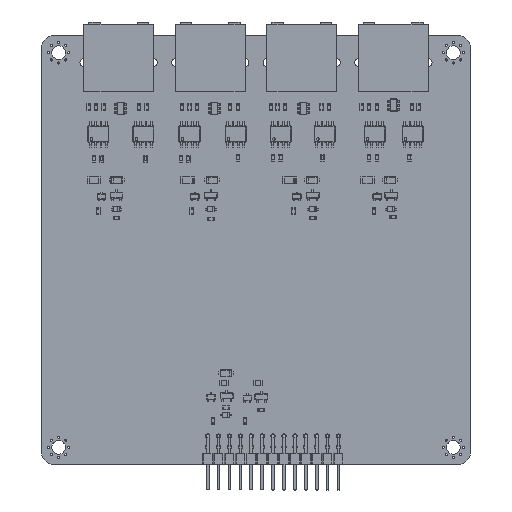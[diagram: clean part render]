
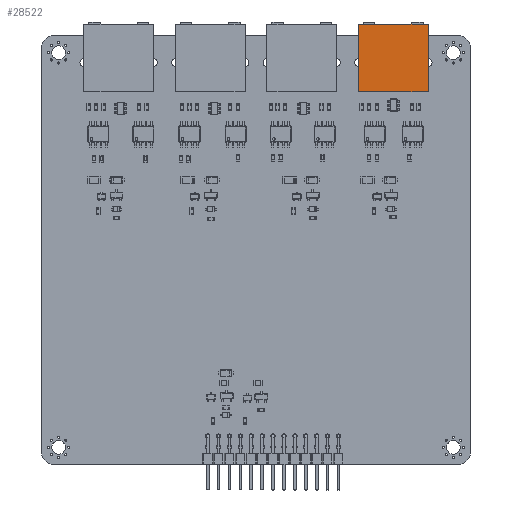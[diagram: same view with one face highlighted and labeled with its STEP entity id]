
A CAD part, top view. The second image highlights one B-rep face of the part: STEP entity #28522.
In plain terms, the highlighted face is planar.
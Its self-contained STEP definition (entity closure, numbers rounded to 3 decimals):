
#28004 = EDGE_CURVE('',#28005,#28007,#28009,.T.);
#28005 = VERTEX_POINT('',#28006);
#28006 = CARTESIAN_POINT('',(8.13,7.875,0.));
#28007 = VERTEX_POINT('',#28008);
#28008 = CARTESIAN_POINT('',(-8.13,7.875,0.));
#28009 = LINE('',#28010,#28011);
#28010 = CARTESIAN_POINT('',(-8.13,7.875,0.));
#28011 = VECTOR('',#28012,1.);
#28012 = DIRECTION('',(-1.,-0.,-0.));
#28421 = VERTEX_POINT('',#28422);
#28422 = CARTESIAN_POINT('',(8.13,-7.875,0.));
#28428 = EDGE_CURVE('',#28421,#28005,#28429,.T.);
#28429 = LINE('',#28430,#28431);
#28430 = CARTESIAN_POINT('',(8.13,7.875,0.));
#28431 = VECTOR('',#28432,1.);
#28432 = DIRECTION('',(-0.,1.,-0.));
#28471 = EDGE_CURVE('',#28007,#28472,#28474,.T.);
#28472 = VERTEX_POINT('',#28473);
#28473 = CARTESIAN_POINT('',(-8.13,-7.875,0.));
#28474 = LINE('',#28475,#28476);
#28475 = CARTESIAN_POINT('',(-8.13,7.875,0.));
#28476 = VECTOR('',#28477,1.);
#28477 = DIRECTION('',(0.,-1.,0.));
#28509 = EDGE_CURVE('',#28472,#28421,#28510,.T.);
#28510 = LINE('',#28511,#28512);
#28511 = CARTESIAN_POINT('',(-8.13,-7.875,0.));
#28512 = VECTOR('',#28513,1.);
#28513 = DIRECTION('',(1.,0.,0.));
#28522 = ADVANCED_FACE('',(#28523),#28529,.F.);
#28523 = FACE_BOUND('',#28524,.T.);
#28524 = EDGE_LOOP('',(#28525,#28526,#28527,#28528));
#28525 = ORIENTED_EDGE('',*,*,#28428,.F.);
#28526 = ORIENTED_EDGE('',*,*,#28509,.F.);
#28527 = ORIENTED_EDGE('',*,*,#28471,.F.);
#28528 = ORIENTED_EDGE('',*,*,#28004,.F.);
#28529 = PLANE('',#28530);
#28530 = AXIS2_PLACEMENT_3D('',#28531,#28532,#28533);
#28531 = CARTESIAN_POINT('',(0.,0.,0.));
#28532 = DIRECTION('',(-0.,0.,1.));
#28533 = DIRECTION('',(1.,0.,0.));
